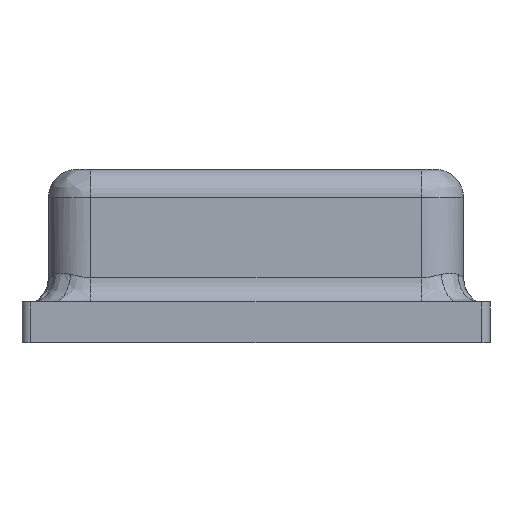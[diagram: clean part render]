
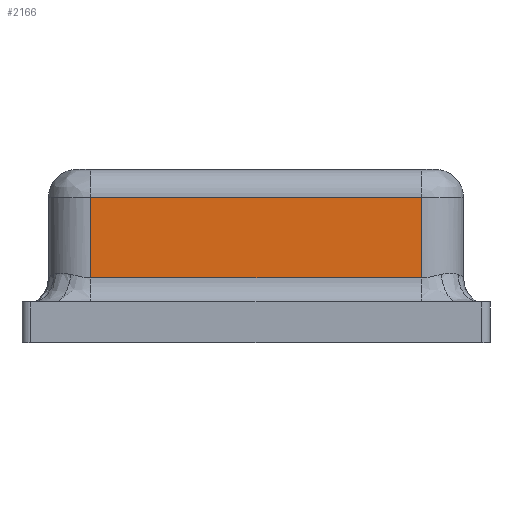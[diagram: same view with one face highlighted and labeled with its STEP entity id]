
A CAD part, front view. The second image highlights one B-rep face of the part: STEP entity #2166.
In plain terms, the highlighted planar face has unit normal (0, -1, 0).
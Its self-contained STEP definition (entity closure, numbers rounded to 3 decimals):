
#321=LINE('',#3781,#495);
#337=LINE('',#4011,#511);
#339=LINE('',#4039,#513);
#340=LINE('',#4041,#514);
#495=VECTOR('',#2629,0.16);
#511=VECTOR('',#2687,10.);
#513=VECTOR('',#2703,10.);
#514=VECTOR('',#2706,10.);
#647=FACE_OUTER_BOUND('',#754,.T.);
#754=EDGE_LOOP('',(#1995,#1996,#1997,#1998));
#1044=VERTEX_POINT('',#3764);
#1048=VERTEX_POINT('',#3779);
#1066=VERTEX_POINT('',#4004);
#1068=VERTEX_POINT('',#4035);
#1343=EDGE_CURVE('',#1048,#1044,#321,.T.);
#1380=EDGE_CURVE('',#1066,#1048,#337,.T.);
#1387=EDGE_CURVE('',#1044,#1068,#339,.T.);
#1388=EDGE_CURVE('',#1068,#1066,#340,.T.);
#1995=ORIENTED_EDGE('',*,*,#1343,.F.);
#1996=ORIENTED_EDGE('',*,*,#1380,.F.);
#1997=ORIENTED_EDGE('',*,*,#1388,.F.);
#1998=ORIENTED_EDGE('',*,*,#1387,.F.);
#2079=PLANE('',#2301);
#2166=ADVANCED_FACE('',(#647),#2079,.T.);
#2301=AXIS2_PLACEMENT_3D('',#4045,#2713,#2714);
#2629=DIRECTION('',(-1.,0.,0.));
#2687=DIRECTION('',(0.,0.,-1.));
#2703=DIRECTION('',(0.,0.,1.));
#2706=DIRECTION('',(1.,0.,0.));
#2713=DIRECTION('center_axis',(0.,-1.,0.));
#2714=DIRECTION('ref_axis',(1.,0.,0.));
#3764=CARTESIAN_POINT('',(-0.935,-1.6,0.366));
#3779=CARTESIAN_POINT('',(0.935,-1.6,0.366));
#3781=CARTESIAN_POINT('',(-1.125,-1.6,0.366));
#4004=CARTESIAN_POINT('',(0.935,-1.6,0.82));
#4011=CARTESIAN_POINT('',(0.935,-1.6,0.23));
#4035=CARTESIAN_POINT('',(-0.935,-1.6,0.82));
#4039=CARTESIAN_POINT('',(-0.935,-1.6,0.23));
#4041=CARTESIAN_POINT('',(-0.588,-1.6,0.82));
#4045=CARTESIAN_POINT('Origin',(-1.175,-1.6,0.23));
